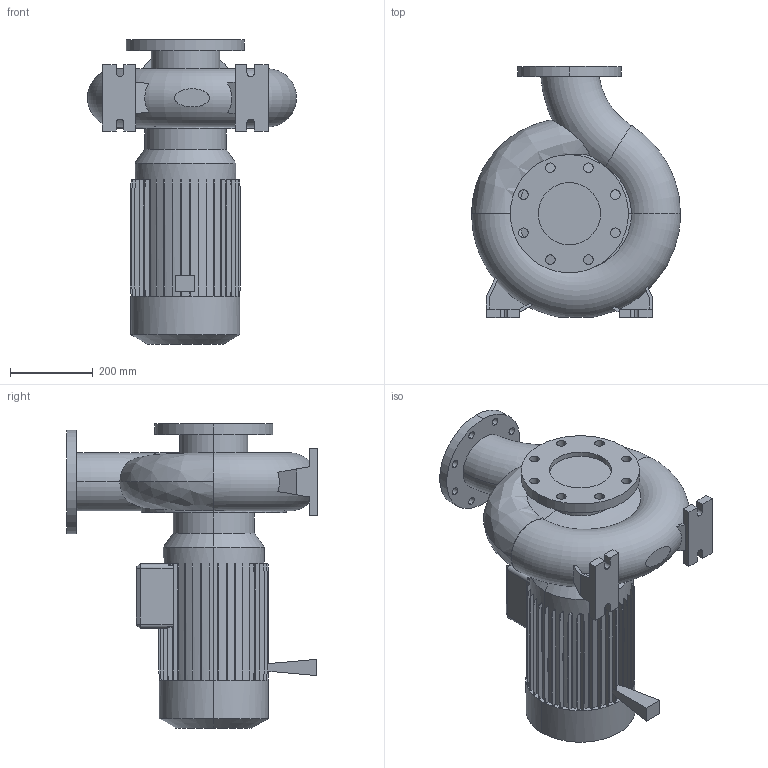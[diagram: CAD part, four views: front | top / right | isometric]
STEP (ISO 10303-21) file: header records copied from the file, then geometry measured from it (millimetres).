
FILE_DESCRIPTION (( 'STEP AP214' ), '1' );
FILE_NAME ('10010797swp02.step', '2023-01-20T15:09:39', ( '' ), ( '' ), 'SwSTEP 2.0', 'SolidWorks 2020', '' );
FILE_SCHEMA (( 'AUTOMOTIVE_DESIGN' ));
Length unit declared in the file: millimetre
Products named in the file (1): 10010797swp02
Bounding box: 503.94 x 605 x 734 mm (x, y, z)
Volume: 55054342.9 mm3; surface area: 1617221.7 mm2
Topology: 1 solids, 1 shells, 409 faces, 1173 edges, 777 vertices
Faces by surface type: plane 324, cylinder 68, cone 10, torus 5, bspline 2
Entity records: 14977 total; most frequent: CARTESIAN_POINT 4088, ORIENTED_EDGE 2346, DIRECTION 2144, EDGE_CURVE 1173, LINE 904, VECTOR 904, VERTEX_POINT 777, AXIS2_PLACEMENT_3D 620
